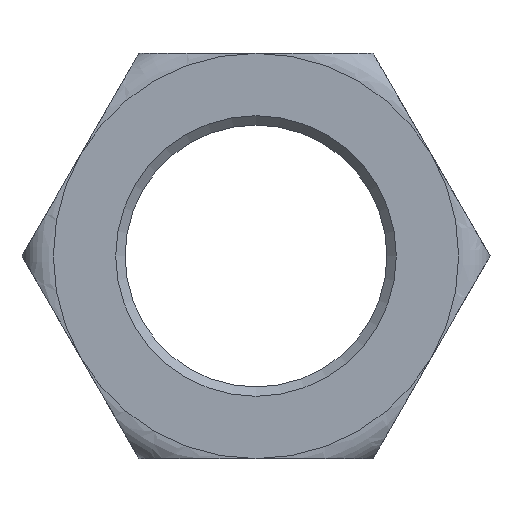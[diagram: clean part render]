
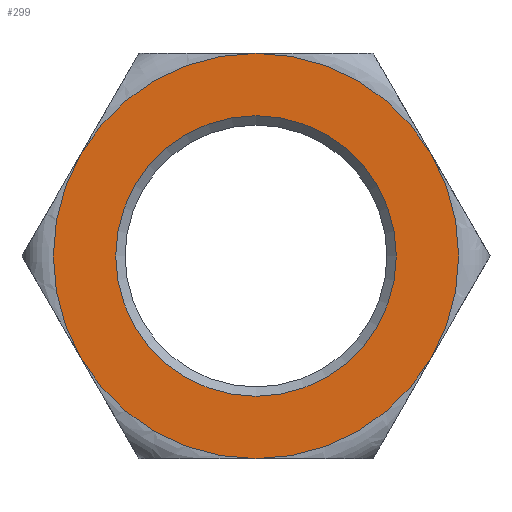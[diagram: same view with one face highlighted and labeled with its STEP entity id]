
A CAD part, front view. The second image highlights one B-rep face of the part: STEP entity #299.
In plain terms, the highlighted planar face has unit normal (0, -1, 0).
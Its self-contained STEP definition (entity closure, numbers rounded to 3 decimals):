
#12 = DIRECTION ( 'NONE',  ( 0., 1., 0. ) ) ;
#31 = CARTESIAN_POINT ( 'NONE',  ( 0., -36., 0. ) ) ;
#32 = ORIENTED_EDGE ( 'NONE', *, *, #996, .F. ) ;
#46 = CARTESIAN_POINT ( 'NONE',  ( 75.056, -36., 0. ) ) ;
#62 = CIRCLE ( 'NONE', #1510, 45. ) ;
#87 = EDGE_CURVE ( 'NONE', #483, #196, #860, .T. ) ;
#90 = ORIENTED_EDGE ( 'NONE', *, *, #670, .F. ) ;
#93 = CARTESIAN_POINT ( 'NONE',  ( 0., -36., 65. ) ) ;
#97 = DIRECTION ( 'NONE',  ( 0., 1., 0. ) ) ;
#105 = CARTESIAN_POINT ( 'NONE',  ( 0., -36., 0. ) ) ;
#130 = AXIS2_PLACEMENT_3D ( 'NONE', #340, #1155, #352 ) ;
#161 = EDGE_CURVE ( 'NONE', #692, #483, #1435, .T. ) ;
#165 = DIRECTION ( 'NONE',  ( 0., 1., 0. ) ) ;
#196 = VERTEX_POINT ( 'NONE', #1294 ) ;
#211 = CIRCLE ( 'NONE', #713, 65. ) ;
#226 = DIRECTION ( 'NONE',  ( 1., 0., 0. ) ) ;
#249 = EDGE_CURVE ( 'NONE', #735, #721, #1164, .T. ) ;
#262 = DIRECTION ( 'NONE',  ( -0.5, 0., -0.866 ) ) ;
#281 = AXIS2_PLACEMENT_3D ( 'NONE', #582, #632, #286 ) ;
#286 = DIRECTION ( 'NONE',  ( -1., 0., 0. ) ) ;
#299 = ADVANCED_FACE ( 'NONE', ( #608, #707 ), #941, .F. ) ;
#311 = CARTESIAN_POINT ( 'NONE',  ( 0., -36., 0. ) ) ;
#313 = VECTOR ( 'NONE', #262, 1000. ) ;
#318 = DIRECTION ( 'NONE',  ( -1., 0., 0. ) ) ;
#340 = CARTESIAN_POINT ( 'NONE',  ( 0., -36., 0. ) ) ;
#342 = DIRECTION ( 'NONE',  ( 0., 1., 0. ) ) ;
#352 = DIRECTION ( 'NONE',  ( 1., 0., 0. ) ) ;
#357 = ORIENTED_EDGE ( 'NONE', *, *, #1126, .F. ) ;
#401 = DIRECTION ( 'NONE',  ( -0.5, 0., 0.866 ) ) ;
#402 = ORIENTED_EDGE ( 'NONE', *, *, #1383, .F. ) ;
#443 = CARTESIAN_POINT ( 'NONE',  ( 0., -36., -65. ) ) ;
#445 = EDGE_CURVE ( 'NONE', #1322, #735, #1271, .T. ) ;
#483 = VERTEX_POINT ( 'NONE', #1439 ) ;
#488 = DIRECTION ( 'NONE',  ( 0., 0., 1. ) ) ;
#489 = CIRCLE ( 'NONE', #615, 65. ) ;
#517 = VECTOR ( 'NONE', #1258, 1000. ) ;
#528 = LINE ( 'NONE', #46, #313 ) ;
#535 = ORIENTED_EDGE ( 'NONE', *, *, #1149, .F. ) ;
#543 = CARTESIAN_POINT ( 'NONE',  ( 0., -36., 0. ) ) ;
#547 = ORIENTED_EDGE ( 'NONE', *, *, #87, .F. ) ;
#550 = DIRECTION ( 'NONE',  ( 0.5, 0., -0.866 ) ) ;
#571 = DIRECTION ( 'NONE',  ( 0., 0., 1. ) ) ;
#575 = VERTEX_POINT ( 'NONE', #1070 ) ;
#579 = ORIENTED_EDGE ( 'NONE', *, *, #445, .F. ) ;
#582 = CARTESIAN_POINT ( 'NONE',  ( 0., -36., 0. ) ) ;
#586 = DIRECTION ( 'NONE',  ( 1., 0., 0. ) ) ;
#589 = CIRCLE ( 'NONE', #1131, 65. ) ;
#608 = FACE_BOUND ( 'NONE', #857, .T. ) ;
#615 = AXIS2_PLACEMENT_3D ( 'NONE', #543, #165, #1024 ) ;
#618 = ORIENTED_EDGE ( 'NONE', *, *, #646, .F. ) ;
#624 = ORIENTED_EDGE ( 'NONE', *, *, #1517, .T. ) ;
#632 = DIRECTION ( 'NONE',  ( 0., 1., 0. ) ) ;
#646 = EDGE_CURVE ( 'NONE', #1365, #692, #912, .T. ) ;
#661 = AXIS2_PLACEMENT_3D ( 'NONE', #31, #826, #226 ) ;
#666 = CARTESIAN_POINT ( 'NONE',  ( 37.528, -36., -65. ) ) ;
#670 = EDGE_CURVE ( 'NONE', #196, #1322, #211, .T. ) ;
#692 = VERTEX_POINT ( 'NONE', #819 ) ;
#707 = FACE_OUTER_BOUND ( 'NONE', #936, .T. ) ;
#713 = AXIS2_PLACEMENT_3D ( 'NONE', #841, #342, #586 ) ;
#721 = VERTEX_POINT ( 'NONE', #93 ) ;
#731 = CARTESIAN_POINT ( 'NONE',  ( 0., -36., 0. ) ) ;
#735 = VERTEX_POINT ( 'NONE', #1049 ) ;
#736 = CARTESIAN_POINT ( 'NONE',  ( 56.292, -36., 32.5 ) ) ;
#780 = ORIENTED_EDGE ( 'NONE', *, *, #1232, .F. ) ;
#799 = DIRECTION ( 'NONE',  ( 1., 0., 0. ) ) ;
#819 = CARTESIAN_POINT ( 'NONE',  ( 0., -36., -65. ) ) ;
#824 = CARTESIAN_POINT ( 'NONE',  ( 0., -36., 45. ) ) ;
#826 = DIRECTION ( 'NONE',  ( 0., 1., 0. ) ) ;
#841 = CARTESIAN_POINT ( 'NONE',  ( 0., -36., 0. ) ) ;
#857 = EDGE_LOOP ( 'NONE', ( #624 ) ) ;
#860 = LINE ( 'NONE', #1215, #878 ) ;
#878 = VECTOR ( 'NONE', #401, 1000. ) ;
#911 = CARTESIAN_POINT ( 'NONE',  ( 37.528, -36., 65. ) ) ;
#912 = LINE ( 'NONE', #666, #1245 ) ;
#913 = VECTOR ( 'NONE', #550, 1000. ) ;
#920 = VERTEX_POINT ( 'NONE', #824 ) ;
#929 = VERTEX_POINT ( 'NONE', #1110 ) ;
#936 = EDGE_LOOP ( 'NONE', ( #32, #780, #357, #402, #535, #1007, #579, #90, #547, #1417, #618 ) ) ;
#941 = PLANE ( 'NONE',  #1335 ) ;
#983 = CIRCLE ( 'NONE', #130, 65. ) ;
#996 = EDGE_CURVE ( 'NONE', #575, #1365, #983, .T. ) ;
#1007 = ORIENTED_EDGE ( 'NONE', *, *, #249, .F. ) ;
#1011 = CARTESIAN_POINT ( 'NONE',  ( 56.292, -36., -32.5 ) ) ;
#1022 = LINE ( 'NONE', #911, #913 ) ;
#1024 = DIRECTION ( 'NONE',  ( 1., 0., 0. ) ) ;
#1049 = CARTESIAN_POINT ( 'NONE',  ( 0., -36., 65. ) ) ;
#1070 = CARTESIAN_POINT ( 'NONE',  ( 56.292, -36., -32.5 ) ) ;
#1110 = CARTESIAN_POINT ( 'NONE',  ( 56.292, -36., 32.5 ) ) ;
#1126 = EDGE_CURVE ( 'NONE', #929, #1408, #489, .T. ) ;
#1131 = AXIS2_PLACEMENT_3D ( 'NONE', #311, #1373, #799 ) ;
#1149 = EDGE_CURVE ( 'NONE', #721, #1307, #589, .T. ) ;
#1155 = DIRECTION ( 'NONE',  ( 0., 1., 0. ) ) ;
#1156 = CARTESIAN_POINT ( 'NONE',  ( -37.528, -36., 65. ) ) ;
#1164 = LINE ( 'NONE', #1156, #517 ) ;
#1215 = CARTESIAN_POINT ( 'NONE',  ( -37.528, -36., -65. ) ) ;
#1232 = EDGE_CURVE ( 'NONE', #1408, #575, #528, .T. ) ;
#1245 = VECTOR ( 'NONE', #318, 1000. ) ;
#1258 = DIRECTION ( 'NONE',  ( 1., 0., 0. ) ) ;
#1271 = CIRCLE ( 'NONE', #281, 65. ) ;
#1294 = CARTESIAN_POINT ( 'NONE',  ( -56.292, -36., -32.5 ) ) ;
#1301 = CARTESIAN_POINT ( 'NONE',  ( -56.292, -36., 32.5 ) ) ;
#1307 = VERTEX_POINT ( 'NONE', #736 ) ;
#1322 = VERTEX_POINT ( 'NONE', #1301 ) ;
#1335 = AXIS2_PLACEMENT_3D ( 'NONE', #731, #12, #488 ) ;
#1365 = VERTEX_POINT ( 'NONE', #443 ) ;
#1373 = DIRECTION ( 'NONE',  ( 0., 1., 0. ) ) ;
#1383 = EDGE_CURVE ( 'NONE', #1307, #929, #1022, .T. ) ;
#1408 = VERTEX_POINT ( 'NONE', #1011 ) ;
#1417 = ORIENTED_EDGE ( 'NONE', *, *, #161, .F. ) ;
#1435 = CIRCLE ( 'NONE', #661, 65. ) ;
#1439 = CARTESIAN_POINT ( 'NONE',  ( -56.292, -36., -32.5 ) ) ;
#1510 = AXIS2_PLACEMENT_3D ( 'NONE', #105, #97, #571 ) ;
#1517 = EDGE_CURVE ( 'NONE', #920, #920, #62, .T. ) ;
